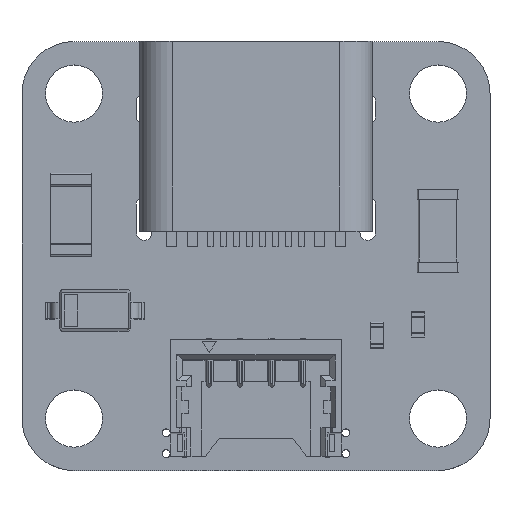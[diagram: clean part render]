
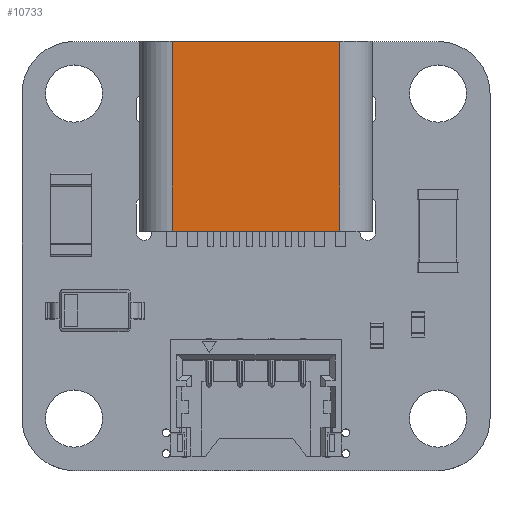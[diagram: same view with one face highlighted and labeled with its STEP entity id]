
A CAD part, top view. The second image highlights one B-rep face of the part: STEP entity #10733.
In plain terms, the highlighted face is planar.
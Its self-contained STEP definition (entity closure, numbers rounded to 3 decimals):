
#843=FACE_OUTER_BOUND('',#1409,.T.);
#1409=EDGE_LOOP('',(#8899,#8900,#8901,#8902));
#2431=LINE('',#16410,#3734);
#2610=LINE('',#16857,#3913);
#2612=LINE('',#16861,#3915);
#2613=LINE('',#16863,#3916);
#3734=VECTOR('',#13302,1.);
#3913=VECTOR('',#13745,1.);
#3915=VECTOR('',#13751,1.);
#3916=VECTOR('',#13754,1.);
#4800=VERTEX_POINT('',#16407);
#4801=VERTEX_POINT('',#16409);
#4936=VERTEX_POINT('',#16854);
#4937=VERTEX_POINT('',#16856);
#6067=EDGE_CURVE('',#4800,#4801,#2431,.T.);
#6291=EDGE_CURVE('',#4936,#4937,#2610,.T.);
#6294=EDGE_CURVE('',#4801,#4936,#2612,.T.);
#6295=EDGE_CURVE('',#4937,#4800,#2613,.T.);
#8899=ORIENTED_EDGE('',*,*,#6294,.F.);
#8900=ORIENTED_EDGE('',*,*,#6067,.F.);
#8901=ORIENTED_EDGE('',*,*,#6295,.F.);
#8902=ORIENTED_EDGE('',*,*,#6291,.F.);
#10080=PLANE('',#11478);
#10733=ADVANCED_FACE('',(#843),#10080,.T.);
#11478=AXIS2_PLACEMENT_3D('',#16869,#13764,#13765);
#13302=DIRECTION('',(1.,0.,0.));
#13745=DIRECTION('',(-1.,0.,0.));
#13751=DIRECTION('',(0.,0.,1.));
#13754=DIRECTION('',(0.,0.,-1.));
#13764=DIRECTION('center_axis',(0.,1.,0.));
#13765=DIRECTION('ref_axis',(1.,0.,0.));
#16407=CARTESIAN_POINT('',(1.255,3.21,-7.3));
#16409=CARTESIAN_POINT('',(7.685,3.21,-7.3));
#16410=CARTESIAN_POINT('',(8.94,3.21,-7.3));
#16854=CARTESIAN_POINT('',(7.685,3.21,0.));
#16856=CARTESIAN_POINT('',(1.255,3.21,0.));
#16857=CARTESIAN_POINT('',(8.94,3.21,0.));
#16861=CARTESIAN_POINT('',(7.685,3.21,0.));
#16863=CARTESIAN_POINT('',(1.255,3.21,0.));
#16869=CARTESIAN_POINT('Origin',(0.,3.21,0.));
